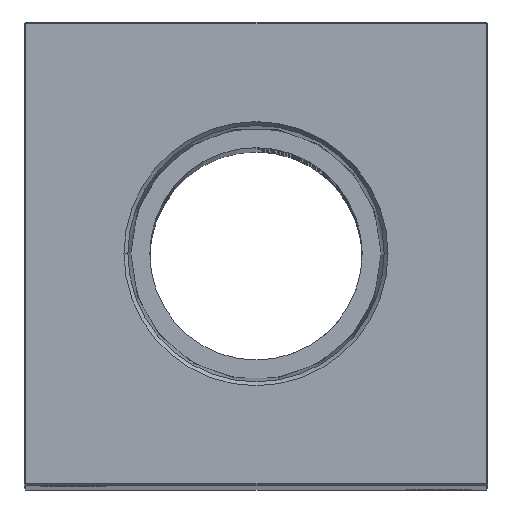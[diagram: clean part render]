
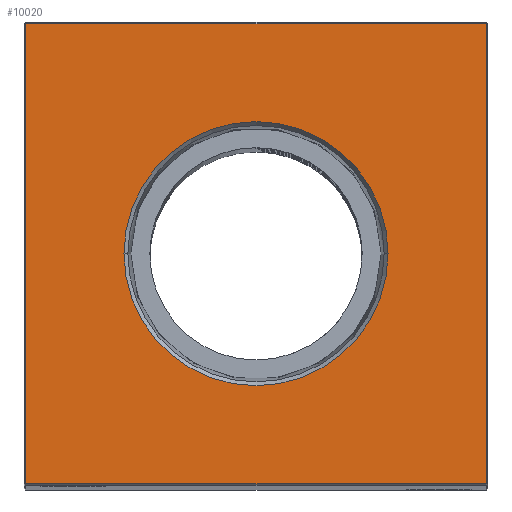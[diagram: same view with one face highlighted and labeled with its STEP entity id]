
A CAD part, top view. The second image highlights one B-rep face of the part: STEP entity #10020.
In plain terms, the highlighted planar face has unit normal (0, 0, 1).
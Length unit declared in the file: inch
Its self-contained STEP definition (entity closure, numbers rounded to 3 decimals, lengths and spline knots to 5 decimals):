
#1316 = VECTOR ( 'NONE', #28128, 39.37008 ) ;
#1565 = DIRECTION ( 'NONE',  ( 1., 0., 0. ) ) ;
#3266 = LINE ( 'NONE', #24949, #7511 ) ;
#3650 = AXIS2_PLACEMENT_3D ( 'NONE', #5903, #19375, #1565 ) ;
#3669 = AXIS2_PLACEMENT_3D ( 'NONE', #27033, #20979, #16351 ) ;
#3838 = AXIS2_PLACEMENT_3D ( 'NONE', #5009, #27700, #11953 ) ;
#4394 = EDGE_CURVE ( 'NONE', #24217, #7244, #12759, .T. ) ;
#4501 = CARTESIAN_POINT ( 'NONE',  ( -1.49, -1.49, 17.5 ) ) ;
#4950 = ORIENTED_EDGE ( 'NONE', *, *, #4394, .T. ) ;
#5009 = CARTESIAN_POINT ( 'NONE',  ( 0., 0., 17.5 ) ) ;
#5570 = DIRECTION ( 'NONE',  ( 0., 1., 0. ) ) ;
#5903 = CARTESIAN_POINT ( 'NONE',  ( 0., 0., 17.5 ) ) ;
#7038 = PLANE ( 'NONE',  #3838 ) ;
#7244 = VERTEX_POINT ( 'NONE', #14264 ) ;
#7269 = ORIENTED_EDGE ( 'NONE', *, *, #11355, .T. ) ;
#7327 = EDGE_CURVE ( 'NONE', #15039, #11902, #14969, .T. ) ;
#7367 = ORIENTED_EDGE ( 'NONE', *, *, #7327, .T. ) ;
#7511 = VECTOR ( 'NONE', #7614, 39.37008 ) ;
#7614 = DIRECTION ( 'NONE',  ( 0., -1., 0. ) ) ;
#7913 = CARTESIAN_POINT ( 'NONE',  ( -0.85498, 0., 17.5 ) ) ;
#10020 = ADVANCED_FACE ( 'NONE', ( #24816, #26845 ), #7038, .F. ) ;
#11355 = EDGE_CURVE ( 'NONE', #7244, #15039, #3266, .T. ) ;
#11902 = VERTEX_POINT ( 'NONE', #21874 ) ;
#11953 = DIRECTION ( 'NONE',  ( -1., 0., 0. ) ) ;
#12202 = CARTESIAN_POINT ( 'NONE',  ( 1.49, 1.49, 17.5 ) ) ;
#12429 = CIRCLE ( 'NONE', #3650, 0.85498 ) ;
#12759 = LINE ( 'NONE', #26186, #14959 ) ;
#14264 = CARTESIAN_POINT ( 'NONE',  ( -1.49, 1.49, 17.5 ) ) ;
#14959 = VECTOR ( 'NONE', #21584, 39.37008 ) ;
#14969 = LINE ( 'NONE', #26378, #1316 ) ;
#15039 = VERTEX_POINT ( 'NONE', #4501 ) ;
#15104 = ORIENTED_EDGE ( 'NONE', *, *, #20711, .T. ) ;
#15628 = EDGE_LOOP ( 'NONE', ( #7269, #7367, #15104, #4950 ) ) ;
#16351 = DIRECTION ( 'NONE',  ( 1., 0., 0. ) ) ;
#17983 = CIRCLE ( 'NONE', #3669, 0.85498 ) ;
#18100 = EDGE_LOOP ( 'NONE', ( #27639, #27633 ) ) ;
#18744 = LINE ( 'NONE', #25374, #28146 ) ;
#19160 = EDGE_CURVE ( 'NONE', #27348, #27785, #12429, .T. ) ;
#19375 = DIRECTION ( 'NONE',  ( 0., 0., 1. ) ) ;
#20015 = EDGE_CURVE ( 'NONE', #27785, #27348, #17983, .T. ) ;
#20711 = EDGE_CURVE ( 'NONE', #11902, #24217, #18744, .T. ) ;
#20979 = DIRECTION ( 'NONE',  ( 0., 0., 1. ) ) ;
#21584 = DIRECTION ( 'NONE',  ( -1., 0., 0. ) ) ;
#21874 = CARTESIAN_POINT ( 'NONE',  ( 1.49, -1.49, 17.5 ) ) ;
#24217 = VERTEX_POINT ( 'NONE', #12202 ) ;
#24816 = FACE_OUTER_BOUND ( 'NONE', #15628, .T. ) ;
#24949 = CARTESIAN_POINT ( 'NONE',  ( -1.49, 0., 17.5 ) ) ;
#25374 = CARTESIAN_POINT ( 'NONE',  ( 1.49, 0., 17.5 ) ) ;
#26186 = CARTESIAN_POINT ( 'NONE',  ( 0., 1.49, 17.5 ) ) ;
#26378 = CARTESIAN_POINT ( 'NONE',  ( 0., -1.49, 17.5 ) ) ;
#26742 = CARTESIAN_POINT ( 'NONE',  ( 0.85498, 0., 17.5 ) ) ;
#26845 = FACE_BOUND ( 'NONE', #18100, .T. ) ;
#27033 = CARTESIAN_POINT ( 'NONE',  ( 0., 0., 17.5 ) ) ;
#27348 = VERTEX_POINT ( 'NONE', #26742 ) ;
#27633 = ORIENTED_EDGE ( 'NONE', *, *, #20015, .F. ) ;
#27639 = ORIENTED_EDGE ( 'NONE', *, *, #19160, .F. ) ;
#27700 = DIRECTION ( 'NONE',  ( 0., 0., -1. ) ) ;
#27785 = VERTEX_POINT ( 'NONE', #7913 ) ;
#28128 = DIRECTION ( 'NONE',  ( 1., 0., 0. ) ) ;
#28146 = VECTOR ( 'NONE', #5570, 39.37008 ) ;
